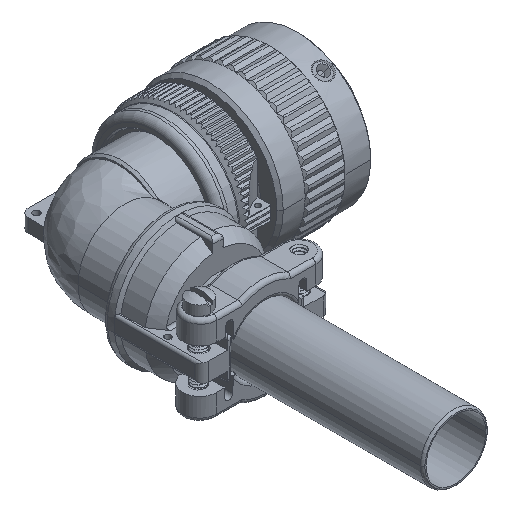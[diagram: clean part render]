
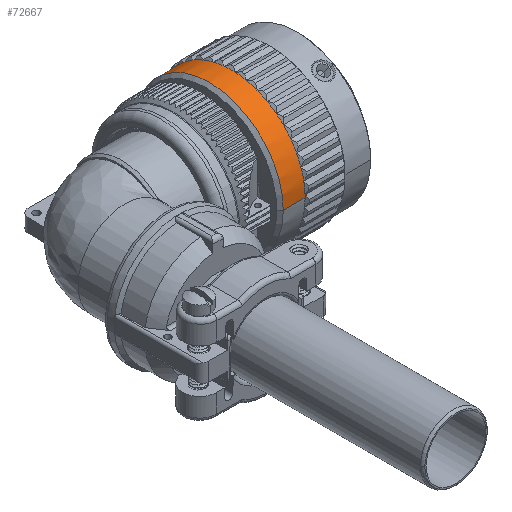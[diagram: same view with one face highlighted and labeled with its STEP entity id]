
A CAD part, isometric view. The second image highlights one B-rep face of the part: STEP entity #72667.
In plain terms, the highlighted cylindrical face has radius 17.59 mm (diameter 35.18 mm), a partial arc.
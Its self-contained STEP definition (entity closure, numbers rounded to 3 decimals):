
#32558=CARTESIAN_POINT('',(28.7,0.,0.));
#32559=DIRECTION('',(1.,0.,0.));
#32560=DIRECTION('',(0.,1.,0.));
#32561=AXIS2_PLACEMENT_3D('',#32558,#32559,#32560);
#32563=CARTESIAN_POINT('',(33.89,0.,0.));
#32564=DIRECTION('',(1.,0.,0.));
#32565=DIRECTION('',(0.,-0.485,0.875));
#32566=AXIS2_PLACEMENT_3D('',#32563,#32564,#32565);
#32568=CARTESIAN_POINT('',(33.89,0.,0.));
#32569=DIRECTION('',(1.,0.,0.));
#32570=DIRECTION('',(0.,-0.61,0.792));
#32571=AXIS2_PLACEMENT_3D('',#32568,#32569,#32570);
#32573=CARTESIAN_POINT('',(33.89,0.,0.));
#32574=DIRECTION('',(1.,0.,0.));
#32575=DIRECTION('',(0.,-0.707,0.707));
#32576=AXIS2_PLACEMENT_3D('',#32573,#32574,#32575);
#32578=CARTESIAN_POINT('',(33.89,0.,0.));
#32579=DIRECTION('',(1.,0.,0.));
#32580=DIRECTION('',(0.,-0.805,0.593));
#32581=AXIS2_PLACEMENT_3D('',#32578,#32579,#32580);
#32583=CARTESIAN_POINT('',(33.89,0.,0.));
#32584=DIRECTION('',(1.,0.,0.));
#32585=DIRECTION('',(0.,-0.885,0.466));
#32586=AXIS2_PLACEMENT_3D('',#32583,#32584,#32585);
#32588=CARTESIAN_POINT('',(33.89,0.,0.));
#32589=DIRECTION('',(1.,0.,0.));
#32590=DIRECTION('',(0.,-0.944,0.329));
#32591=AXIS2_PLACEMENT_3D('',#32588,#32589,#32590);
#32593=CARTESIAN_POINT('',(33.89,0.,0.));
#32594=DIRECTION('',(1.,0.,0.));
#32595=DIRECTION('',(0.,-0.983,0.184));
#32596=AXIS2_PLACEMENT_3D('',#32593,#32594,#32595);
#32598=CARTESIAN_POINT('',(33.89,0.,0.));
#32599=DIRECTION('',(1.,0.,0.));
#32600=DIRECTION('',(0.,-0.999,0.035));
#32601=AXIS2_PLACEMENT_3D('',#32598,#32599,#32600);
#32603=CARTESIAN_POINT('',(33.89,0.,0.));
#32604=DIRECTION('',(1.,0.,0.));
#32605=DIRECTION('',(0.,1.,0.));
#32606=AXIS2_PLACEMENT_3D('',#32603,#32604,#32605);
#32608=CARTESIAN_POINT('',(33.89,0.,0.));
#32609=DIRECTION('',(1.,0.,0.));
#32610=DIRECTION('',(0.,0.992,0.125));
#32611=AXIS2_PLACEMENT_3D('',#32608,#32609,#32610);
#32613=CARTESIAN_POINT('',(33.89,0.,0.));
#32614=DIRECTION('',(1.,0.,0.));
#32615=DIRECTION('',(0.,0.962,0.272));
#32616=AXIS2_PLACEMENT_3D('',#32613,#32614,#32615);
#32618=CARTESIAN_POINT('',(33.89,0.,0.));
#32619=DIRECTION('',(1.,0.,0.));
#32620=DIRECTION('',(0.,0.911,0.413));
#32621=AXIS2_PLACEMENT_3D('',#32618,#32619,#32620);
#32623=CARTESIAN_POINT('',(33.89,0.,0.));
#32624=DIRECTION('',(1.,0.,0.));
#32625=DIRECTION('',(0.,0.839,0.545));
#32626=AXIS2_PLACEMENT_3D('',#32623,#32624,#32625);
#32628=CARTESIAN_POINT('',(33.89,0.,0.));
#32629=DIRECTION('',(1.,0.,0.));
#32630=DIRECTION('',(0.,0.748,0.664));
#32631=AXIS2_PLACEMENT_3D('',#32628,#32629,#32630);
#32633=CARTESIAN_POINT('',(33.89,0.,0.));
#32634=DIRECTION('',(1.,0.,0.));
#32635=DIRECTION('',(0.,0.64,0.768));
#32636=AXIS2_PLACEMENT_3D('',#32633,#32634,#32635);
#32638=CARTESIAN_POINT('',(33.89,0.,0.));
#32639=DIRECTION('',(1.,0.,0.));
#32640=DIRECTION('',(0.,0.518,0.855));
#32641=AXIS2_PLACEMENT_3D('',#32638,#32639,#32640);
#32643=CARTESIAN_POINT('',(33.89,0.,0.));
#32644=DIRECTION('',(1.,0.,0.));
#32645=DIRECTION('',(0.,0.384,0.923));
#32646=AXIS2_PLACEMENT_3D('',#32643,#32644,#32645);
#32648=CARTESIAN_POINT('',(33.89,0.,0.));
#32649=DIRECTION('',(1.,0.,0.));
#32650=DIRECTION('',(0.,0.242,0.97));
#32651=AXIS2_PLACEMENT_3D('',#32648,#32649,#32650);
#32653=CARTESIAN_POINT('',(33.89,0.,0.));
#32654=DIRECTION('',(1.,0.,0.));
#32655=DIRECTION('',(0.,0.094,0.996));
#32656=AXIS2_PLACEMENT_3D('',#32653,#32654,#32655);
#32658=CARTESIAN_POINT('',(33.89,0.,0.));
#32659=DIRECTION('',(1.,0.,0.));
#32660=DIRECTION('',(0.,-0.056,0.998));
#32661=AXIS2_PLACEMENT_3D('',#32658,#32659,#32660);
#32663=CARTESIAN_POINT('',(33.89,0.,0.));
#32664=DIRECTION('',(1.,0.,0.));
#32665=DIRECTION('',(0.,-0.204,0.979));
#32666=AXIS2_PLACEMENT_3D('',#32663,#32664,#32665);
#32668=CARTESIAN_POINT('',(33.89,0.,0.));
#32669=DIRECTION('',(1.,0.,0.));
#32670=DIRECTION('',(0.,-0.349,0.937));
#32671=AXIS2_PLACEMENT_3D('',#32668,#32669,#32670);
#32694=CARTESIAN_POINT('',(33.89,-10.733,
13.937));
#32739=CARTESIAN_POINT('',(33.89,-8.528,
15.385));
#32789=CARTESIAN_POINT('',(33.89,-6.132,
16.487));
#32839=CARTESIAN_POINT('',(33.89,-3.597,
17.219));
#32889=CARTESIAN_POINT('',(33.89,-0.982,
17.563));
#32939=CARTESIAN_POINT('',(33.89,1.655,17.512));
#32989=CARTESIAN_POINT('',(33.89,4.256,17.068));
#33039=CARTESIAN_POINT('',(33.89,6.76,16.24));
#33089=CARTESIAN_POINT('',(33.89,9.112,15.046));
#33139=CARTESIAN_POINT('',(33.89,11.26,13.514));
#33189=CARTESIAN_POINT('',(33.89,13.154,11.679));
#33239=CARTESIAN_POINT('',(33.89,14.753,9.58));
#33289=CARTESIAN_POINT('',(33.89,16.019,7.267));
#33339=CARTESIAN_POINT('',(33.89,16.926,4.79));
#33389=CARTESIAN_POINT('',(33.89,17.452,2.205));
#33406=DIRECTION('',(-1.,0.,0.));
#33407=VECTOR('',#33406,5.19);
#33408=CARTESIAN_POINT('',(33.89,17.59,0.));
#33409=LINE('3933',#33408,#33407);
#33410=DIRECTION('',(-1.,0.,0.));
#33411=VECTOR('',#33410,5.19);
#33412=CARTESIAN_POINT('',(33.89,-17.59,0.));
#33413=LINE('3935',#33412,#33411);
#37420=CARTESIAN_POINT('',(33.89,-17.58,
0.614));
#37470=CARTESIAN_POINT('',(33.89,-17.29,
3.236));
#37525=CARTESIAN_POINT('',(33.89,-16.612,
5.785));
#37580=CARTESIAN_POINT('',(33.89,-15.56,
8.204));
#37635=CARTESIAN_POINT('',(33.89,-14.158,
10.438));
#37690=CARTESIAN_POINT('',(33.89,-12.438,
12.438));
#40527=VERTEX_POINT('',#37690);
#40535=VERTEX_POINT('',#37635);
#40543=VERTEX_POINT('',#37580);
#40551=VERTEX_POINT('',#37525);
#40559=VERTEX_POINT('',#37470);
#40568=VERTEX_POINT('',#37420);
#40794=VERTEX_POINT('',#33389);
#40804=VERTEX_POINT('',#33339);
#40814=VERTEX_POINT('',#33289);
#40824=VERTEX_POINT('',#33239);
#40834=VERTEX_POINT('',#33189);
#40844=VERTEX_POINT('',#33139);
#40854=VERTEX_POINT('',#33089);
#40864=VERTEX_POINT('',#33039);
#40874=VERTEX_POINT('',#32989);
#40884=VERTEX_POINT('',#32939);
#40894=VERTEX_POINT('',#32889);
#40904=VERTEX_POINT('',#32839);
#40914=VERTEX_POINT('',#32789);
#40924=VERTEX_POINT('',#32739);
#40934=VERTEX_POINT('',#32694);
#40939=CARTESIAN_POINT('',(33.89,17.59,0.));
#40940=CARTESIAN_POINT('',(28.7,17.59,0.));
#40941=VERTEX_POINT('',#40939);
#40942=VERTEX_POINT('',#40940);
#40945=CARTESIAN_POINT('',(33.89,-17.59,0.));
#40946=CARTESIAN_POINT('',(28.7,-17.59,0.));
#40947=VERTEX_POINT('',#40945);
#40948=VERTEX_POINT('',#40946);
#72611=CARTESIAN_POINT('',(26.849,0.,0.));
#72612=DIRECTION('',(1.,0.,0.));
#72613=DIRECTION('',(0.,-1.,0.));
#72614=AXIS2_PLACEMENT_3D('',#72611,#72612,#72613);
#72615=CYLINDRICAL_SURFACE('827',#72614,17.59);
#72617=ORIENTED_EDGE('4107',*,*,#72616,.T.);
#72619=ORIENTED_EDGE('4108',*,*,#72618,.T.);
#72621=ORIENTED_EDGE('3941',*,*,#72620,.T.);
#72623=ORIENTED_EDGE('3942',*,*,#72622,.T.);
#72625=ORIENTED_EDGE('3943',*,*,#72624,.T.);
#72627=ORIENTED_EDGE('3944',*,*,#72626,.T.);
#72629=ORIENTED_EDGE('3945',*,*,#72628,.T.);
#72631=ORIENTED_EDGE('3946',*,*,#72630,.T.);
#72633=ORIENTED_EDGE('3935',*,*,#72632,.T.);
#72634=ORIENTED_EDGE('3937',*,*,#72597,.F.);
#72636=ORIENTED_EDGE('3933',*,*,#72635,.F.);
#72638=ORIENTED_EDGE('4050',*,*,#72637,.T.);
#72640=ORIENTED_EDGE('4054',*,*,#72639,.T.);
#72642=ORIENTED_EDGE('4058',*,*,#72641,.T.);
#72644=ORIENTED_EDGE('4062',*,*,#72643,.T.);
#72646=ORIENTED_EDGE('4066',*,*,#72645,.T.);
#72648=ORIENTED_EDGE('4070',*,*,#72647,.T.);
#72650=ORIENTED_EDGE('4074',*,*,#72649,.T.);
#72652=ORIENTED_EDGE('4078',*,*,#72651,.T.);
#72654=ORIENTED_EDGE('4082',*,*,#72653,.T.);
#72656=ORIENTED_EDGE('4086',*,*,#72655,.T.);
#72658=ORIENTED_EDGE('4090',*,*,#72657,.T.);
#72660=ORIENTED_EDGE('4094',*,*,#72659,.T.);
#72662=ORIENTED_EDGE('4098',*,*,#72661,.T.);
#72664=ORIENTED_EDGE('4102',*,*,#72663,.T.);
#72665=EDGE_LOOP('827',(#72617,#72619,#72621,#72623,#72625,#72627,#72629,#72631,
#72633,#72634,#72636,#72638,#72640,#72642,#72644,#72646,#72648,#72650,#72652,
#72654,#72656,#72658,#72660,#72662,#72664));
#72666=FACE_OUTER_BOUND('827',#72665,.F.);
#32562=CIRCLE('3937',#32561,17.59);
#32567=CIRCLE('4107',#32566,17.59);
#32572=CIRCLE('4108',#32571,17.59);
#32577=CIRCLE('3941',#32576,17.59);
#32582=CIRCLE('3942',#32581,17.59);
#32587=CIRCLE('3943',#32586,17.59);
#32592=CIRCLE('3944',#32591,17.59);
#32597=CIRCLE('3945',#32596,17.59);
#32602=CIRCLE('3946',#32601,17.59);
#32607=CIRCLE('4050',#32606,17.59);
#32612=CIRCLE('4054',#32611,17.59);
#32617=CIRCLE('4058',#32616,17.59);
#32622=CIRCLE('4062',#32621,17.59);
#32627=CIRCLE('4066',#32626,17.59);
#32632=CIRCLE('4070',#32631,17.59);
#32637=CIRCLE('4074',#32636,17.59);
#32642=CIRCLE('4078',#32641,17.59);
#32647=CIRCLE('4082',#32646,17.59);
#32652=CIRCLE('4086',#32651,17.59);
#32657=CIRCLE('4090',#32656,17.59);
#32662=CIRCLE('4094',#32661,17.59);
#32667=CIRCLE('4098',#32666,17.59);
#32672=CIRCLE('4102',#32671,17.59);
#72597=EDGE_CURVE('3937',#40942,#40948,#32562,.T.);
#72616=EDGE_CURVE('4107',#40924,#40934,#32567,.T.);
#72618=EDGE_CURVE('4108',#40934,#40527,#32572,.T.);
#72620=EDGE_CURVE('3941',#40527,#40535,#32577,.T.);
#72622=EDGE_CURVE('3942',#40535,#40543,#32582,.T.);
#72624=EDGE_CURVE('3943',#40543,#40551,#32587,.T.);
#72626=EDGE_CURVE('3944',#40551,#40559,#32592,.T.);
#72628=EDGE_CURVE('3945',#40559,#40568,#32597,.T.);
#72630=EDGE_CURVE('3946',#40568,#40947,#32602,.T.);
#72632=EDGE_CURVE('3935',#40947,#40948,#33413,.T.);
#72635=EDGE_CURVE('3933',#40941,#40942,#33409,.T.);
#72637=EDGE_CURVE('4050',#40941,#40794,#32607,.T.);
#72639=EDGE_CURVE('4054',#40794,#40804,#32612,.T.);
#72641=EDGE_CURVE('4058',#40804,#40814,#32617,.T.);
#72643=EDGE_CURVE('4062',#40814,#40824,#32622,.T.);
#72645=EDGE_CURVE('4066',#40824,#40834,#32627,.T.);
#72647=EDGE_CURVE('4070',#40834,#40844,#32632,.T.);
#72649=EDGE_CURVE('4074',#40844,#40854,#32637,.T.);
#72651=EDGE_CURVE('4078',#40854,#40864,#32642,.T.);
#72653=EDGE_CURVE('4082',#40864,#40874,#32647,.T.);
#72655=EDGE_CURVE('4086',#40874,#40884,#32652,.T.);
#72657=EDGE_CURVE('4090',#40884,#40894,#32657,.T.);
#72659=EDGE_CURVE('4094',#40894,#40904,#32662,.T.);
#72661=EDGE_CURVE('4098',#40904,#40914,#32667,.T.);
#72663=EDGE_CURVE('4102',#40914,#40924,#32672,.T.);
#72667=ADVANCED_FACE('827',(#72666),#72615,.T.);
